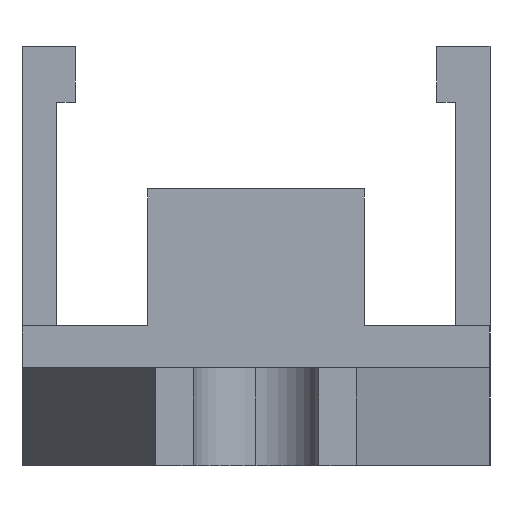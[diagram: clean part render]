
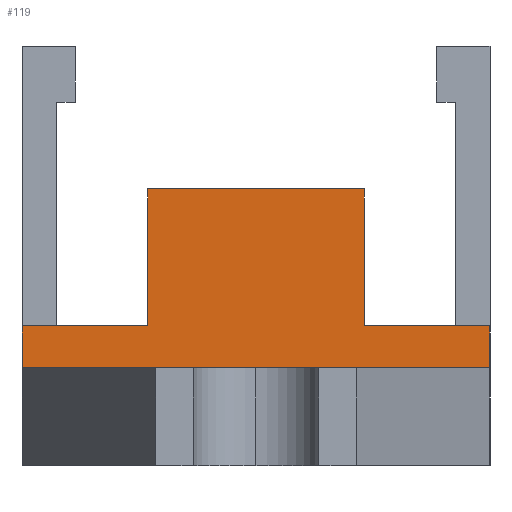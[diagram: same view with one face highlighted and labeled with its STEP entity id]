
A CAD part, left-side view. The second image highlights one B-rep face of the part: STEP entity #119.
In plain terms, the highlighted planar face has unit normal (-1, 0, 0).
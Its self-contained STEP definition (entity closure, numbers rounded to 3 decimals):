
#119=ADVANCED_FACE('FACE24',(#257),#258,.F.);
#257=FACE_OUTER_BOUND('',#411,.T.);
#258=PLANE('',#412);
#411=EDGE_LOOP('',(#710,#711,#712,#713,#714,#715,#716,#717));
#412=AXIS2_PLACEMENT_3D('',#718,#719,#720);
#710=ORIENTED_EDGE('',*,*,#1052,.T.);
#711=ORIENTED_EDGE('',*,*,#1053,.F.);
#712=ORIENTED_EDGE('',*,*,#1054,.F.);
#713=ORIENTED_EDGE('',*,*,#1034,.F.);
#714=ORIENTED_EDGE('',*,*,#1003,.F.);
#715=ORIENTED_EDGE('',*,*,#1000,.F.);
#716=ORIENTED_EDGE('',*,*,#997,.T.);
#717=ORIENTED_EDGE('',*,*,#1033,.F.);
#718=CARTESIAN_POINT('',(9.144,0.0,4.318));
#719=DIRECTION('',(1.0,0.0,0.0));
#720=DIRECTION('',(0.0,1.0,0.0));
#997=EDGE_CURVE('EDGE37',#1209,#1207,#1210,.T.);
#1000=EDGE_CURVE('EDGE39',#1209,#1213,#1214,.T.);
#1003=EDGE_CURVE('EDGE41',#1213,#1217,#1218,.T.);
#1033=EDGE_CURVE('EDGE64',#1260,#1207,#1262,.T.);
#1034=EDGE_CURVE('EDGE65',#1217,#1263,#1264,.T.);
#1052=EDGE_CURVE('EDGE80',#1260,#1292,#1293,.T.);
#1053=EDGE_CURVE('EDGE81',#1294,#1292,#1295,.T.);
#1054=EDGE_CURVE('EDGE82',#1263,#1294,#1296,.T.);
#1207=VERTEX_POINT('VERTEX29',#1513);
#1209=VERTEX_POINT('VERTEX30',#1516);
#1210=LINE('',#1517,#1518);
#1213=VERTEX_POINT('VERTEX31',#1522);
#1214=LINE('',#1523,#1524);
#1217=VERTEX_POINT('VERTEX32',#1528);
#1218=LINE('',#1529,#1530);
#1260=VERTEX_POINT('VERTEX46',#1593);
#1262=LINE('',#1596,#1597);
#1263=VERTEX_POINT('VERTEX47',#1598);
#1264=LINE('',#1599,#1600);
#1292=VERTEX_POINT('VERTEX58',#1640);
#1293=LINE('',#1641,#1642);
#1294=VERTEX_POINT('VERTEX59',#1643);
#1295=LINE('',#1644,#1645);
#1296=LINE('',#1646,#1647);
#1513=CARTESIAN_POINT('',(9.144,3.937,5.08));
#1516=CARTESIAN_POINT('',(9.144,3.937,10.058));
#1517=CARTESIAN_POINT('',(9.144,3.937,7.569));
#1518=VECTOR('',#1836,25.4);
#1522=CARTESIAN_POINT('',(9.144,-3.937,10.058));
#1523=CARTESIAN_POINT('',(9.144,0.0,10.058));
#1524=VECTOR('',#1838,25.4);
#1528=CARTESIAN_POINT('',(9.144,-3.937,5.08));
#1529=CARTESIAN_POINT('',(9.144,-3.937,7.569));
#1530=VECTOR('',#1840,25.4);
#1593=CARTESIAN_POINT('',(9.144,8.509,5.08));
#1596=CARTESIAN_POINT('',(9.144,0.0,5.08));
#1597=VECTOR('',#1863,25.4);
#1598=CARTESIAN_POINT('',(9.144,-8.509,5.08));
#1599=CARTESIAN_POINT('',(9.144,0.0,5.08));
#1600=VECTOR('',#1864,25.4);
#1640=CARTESIAN_POINT('',(9.144,8.509,3.556));
#1641=CARTESIAN_POINT('',(9.144,8.509,4.318));
#1642=VECTOR('',#1883,25.4);
#1643=CARTESIAN_POINT('',(9.144,-8.509,3.556));
#1644=CARTESIAN_POINT('',(9.144,0.0,3.556));
#1645=VECTOR('',#1884,25.4);
#1646=CARTESIAN_POINT('',(9.144,-8.509,4.318));
#1647=VECTOR('',#1885,25.4);
#1836=DIRECTION('',(0.0,0.0,-1.0));
#1838=DIRECTION('',(0.0,-1.0,0.0));
#1840=DIRECTION('',(0.0,0.0,-1.0));
#1863=DIRECTION('',(0.0,-1.0,0.0));
#1864=DIRECTION('',(0.0,-1.0,0.0));
#1883=DIRECTION('',(0.0,0.0,-1.0));
#1884=DIRECTION('',(0.0,1.0,0.0));
#1885=DIRECTION('',(0.0,0.0,-1.0));
